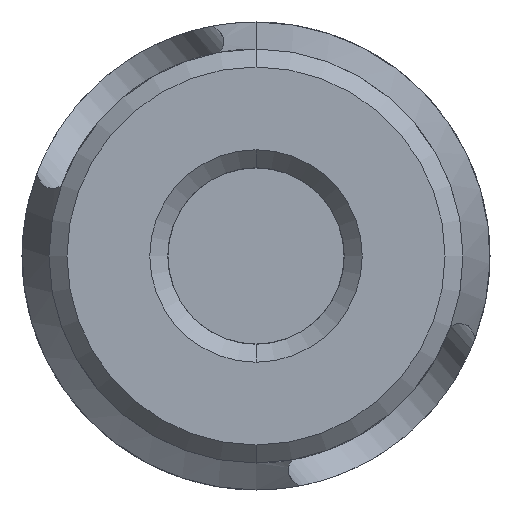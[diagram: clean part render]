
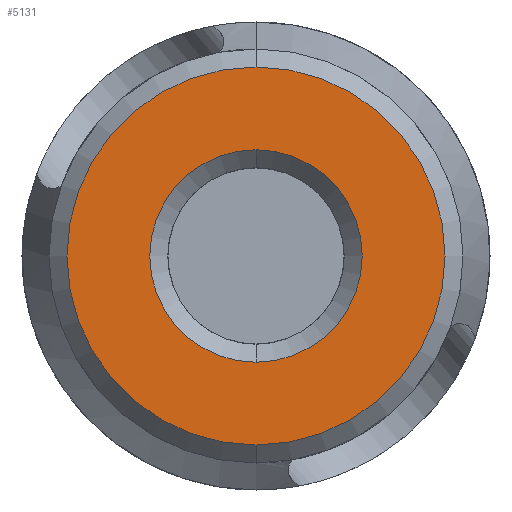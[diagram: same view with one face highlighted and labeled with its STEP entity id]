
A CAD part, front view. The second image highlights one B-rep face of the part: STEP entity #5131.
In plain terms, the highlighted planar face has unit normal (0, -1, 0).
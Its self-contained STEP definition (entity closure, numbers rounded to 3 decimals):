
#42 = ORIENTED_EDGE ( 'NONE', *, *, #3486, .F. ) ;
#315 = CARTESIAN_POINT ( 'NONE',  ( 0., -35., 5.25 ) ) ;
#316 = AXIS2_PLACEMENT_3D ( 'NONE', #1329, #4299, #1773 ) ;
#357 = CIRCLE ( 'NONE', #316, 2.95 ) ;
#472 = EDGE_LOOP ( 'NONE', ( #5473, #661 ) ) ;
#661 = ORIENTED_EDGE ( 'NONE', *, *, #5445, .F. ) ;
#679 = FACE_OUTER_BOUND ( 'NONE', #1507, .T. ) ;
#882 = CARTESIAN_POINT ( 'NONE',  ( 0., -35., -2.95 ) ) ;
#1074 = DIRECTION ( 'NONE',  ( 0., -1., 0. ) ) ;
#1307 = ORIENTED_EDGE ( 'NONE', *, *, #5031, .F. ) ;
#1329 = CARTESIAN_POINT ( 'NONE',  ( 0., -35., 0. ) ) ;
#1441 = DIRECTION ( 'NONE',  ( 0., 1., 0. ) ) ;
#1487 = CARTESIAN_POINT ( 'NONE',  ( 0., -35., -5.25 ) ) ;
#1494 = AXIS2_PLACEMENT_3D ( 'NONE', #4010, #1441, #4405 ) ;
#1507 = EDGE_LOOP ( 'NONE', ( #1307, #42 ) ) ;
#1538 = CARTESIAN_POINT ( 'NONE',  ( 4.395, -35., 3.708 ) ) ;
#1643 = VERTEX_POINT ( 'NONE', #882 ) ;
#1773 = DIRECTION ( 'NONE',  ( 0., 0., -1. ) ) ;
#1878 = AXIS2_PLACEMENT_3D ( 'NONE', #3625, #1074, #4061 ) ;
#1967 = DIRECTION ( 'NONE',  ( 0., 0., 1. ) ) ;
#2143 = VERTEX_POINT ( 'NONE', #1487 ) ;
#2176 = CIRCLE ( 'NONE', #3402, 5.25 ) ;
#2305 = DIRECTION ( 'NONE',  ( 0., 1., 0. ) ) ;
#2368 = CIRCLE ( 'NONE', #1878, 2.95 ) ;
#2522 = VERTEX_POINT ( 'NONE', #4668 ) ;
#2952 = VERTEX_POINT ( 'NONE', #315 ) ;
#3402 = AXIS2_PLACEMENT_3D ( 'NONE', #4805, #2305, #5219 ) ;
#3486 = EDGE_CURVE ( 'NONE', #2143, #2952, #3767, .T. ) ;
#3625 = CARTESIAN_POINT ( 'NONE',  ( 0., -35., 0. ) ) ;
#3767 = CIRCLE ( 'NONE', #1494, 5.25 ) ;
#4010 = CARTESIAN_POINT ( 'NONE',  ( 0., -35., 0. ) ) ;
#4061 = DIRECTION ( 'NONE',  ( 0., 0., -1. ) ) ;
#4299 = DIRECTION ( 'NONE',  ( 0., -1., 0. ) ) ;
#4405 = DIRECTION ( 'NONE',  ( 0., 0., 1. ) ) ;
#4486 = DIRECTION ( 'NONE',  ( 0., 1., 0. ) ) ;
#4668 = CARTESIAN_POINT ( 'NONE',  ( 0., -35., 2.95 ) ) ;
#4805 = CARTESIAN_POINT ( 'NONE',  ( 0., -35., 0. ) ) ;
#5031 = EDGE_CURVE ( 'NONE', #2952, #2143, #2176, .T. ) ;
#5096 = EDGE_CURVE ( 'NONE', #1643, #2522, #2368, .T. ) ;
#5131 = ADVANCED_FACE ( 'NONE', ( #5438, #679 ), #5305, .F. ) ;
#5219 = DIRECTION ( 'NONE',  ( 0., 0., 1. ) ) ;
#5244 = AXIS2_PLACEMENT_3D ( 'NONE', #1538, #4486, #1967 ) ;
#5305 = PLANE ( 'NONE',  #5244 ) ;
#5438 = FACE_BOUND ( 'NONE', #472, .T. ) ;
#5445 = EDGE_CURVE ( 'NONE', #2522, #1643, #357, .T. ) ;
#5473 = ORIENTED_EDGE ( 'NONE', *, *, #5096, .F. ) ;
